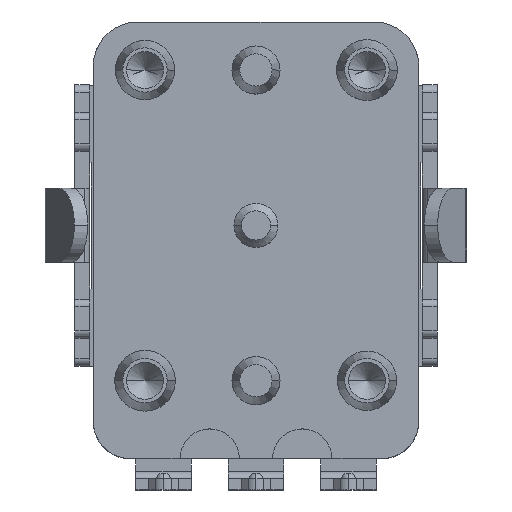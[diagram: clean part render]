
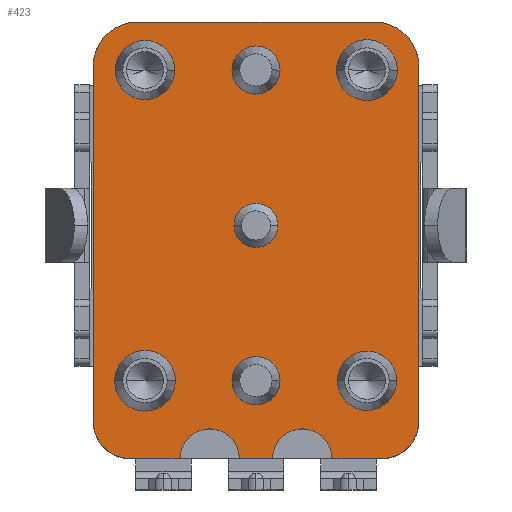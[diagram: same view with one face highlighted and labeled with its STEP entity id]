
A CAD part, top view. The second image highlights one B-rep face of the part: STEP entity #423.
In plain terms, the highlighted planar face has unit normal (0, 0, 1).
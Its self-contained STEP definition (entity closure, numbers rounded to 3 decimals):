
#423=ADVANCED_FACE('NONE',(#1093,#1094,#1095,#1096,#1097,#1098,#1099,#1100),#1101,.T.);
#1093=FACE_OUTER_BOUND('',#2026,.T.);
#1094=FACE_BOUND('',#2027,.T.);
#1095=FACE_BOUND('',#2028,.T.);
#1096=FACE_BOUND('',#2029,.T.);
#1097=FACE_BOUND('',#2030,.T.);
#1098=FACE_BOUND('',#2031,.T.);
#1099=FACE_BOUND('',#2032,.T.);
#1100=FACE_BOUND('',#2033,.T.);
#1101=PLANE('',#2034);
#2026=EDGE_LOOP('',(#3219,#3220,#3221,#3222,#3223,#3224,#3225,#3226,#3227,#3228,#3229,#3230));
#2027=EDGE_LOOP('',(#3231,#3232));
#2028=EDGE_LOOP('',(#3233,#3234));
#2029=EDGE_LOOP('',(#3235,#3236));
#2030=EDGE_LOOP('',(#3237,#3238));
#2031=EDGE_LOOP('',(#3239,#3240));
#2032=EDGE_LOOP('',(#3241,#3242));
#2033=EDGE_LOOP('',(#3243,#3244));
#2034=AXIS2_PLACEMENT_3D('',#3245,#3246,#3247);
#3219=ORIENTED_EDGE('',*,*,#5717,.F.);
#3220=ORIENTED_EDGE('',*,*,#5702,.T.);
#3221=ORIENTED_EDGE('',*,*,#5718,.T.);
#3222=ORIENTED_EDGE('',*,*,#5719,.T.);
#3223=ORIENTED_EDGE('',*,*,#5720,.T.);
#3224=ORIENTED_EDGE('',*,*,#5721,.T.);
#3225=ORIENTED_EDGE('',*,*,#5722,.T.);
#3226=ORIENTED_EDGE('',*,*,#5723,.T.);
#3227=ORIENTED_EDGE('',*,*,#5724,.T.);
#3228=ORIENTED_EDGE('',*,*,#5696,.T.);
#3229=ORIENTED_EDGE('',*,*,#5725,.F.);
#3230=ORIENTED_EDGE('',*,*,#5692,.T.);
#3231=ORIENTED_EDGE('',*,*,#5601,.F.);
#3232=ORIENTED_EDGE('',*,*,#5726,.F.);
#3233=ORIENTED_EDGE('',*,*,#5592,.F.);
#3234=ORIENTED_EDGE('',*,*,#5727,.F.);
#3235=ORIENTED_EDGE('',*,*,#5728,.F.);
#3236=ORIENTED_EDGE('',*,*,#5616,.F.);
#3237=ORIENTED_EDGE('',*,*,#5636,.F.);
#3238=ORIENTED_EDGE('',*,*,#5729,.F.);
#3239=ORIENTED_EDGE('',*,*,#5627,.F.);
#3240=ORIENTED_EDGE('',*,*,#5730,.F.);
#3241=ORIENTED_EDGE('',*,*,#5731,.F.);
#3242=ORIENTED_EDGE('',*,*,#5651,.F.);
#3243=ORIENTED_EDGE('',*,*,#5538,.T.);
#3244=ORIENTED_EDGE('',*,*,#5732,.T.);
#3245=CARTESIAN_POINT('',(-3.2,4.3,4.48));
#3246=DIRECTION('',(0.0,0.0,1.0));
#3247=DIRECTION('',(1.0,0.0,0.0));
#5538=EDGE_CURVE('NONE',#6631,#6629,#6632,.T.);
#5592=EDGE_CURVE('NONE',#6723,#6724,#6725,.T.);
#5601=EDGE_CURVE('NONE',#6738,#6739,#6740,.T.);
#5616=EDGE_CURVE('NONE',#6763,#6765,#6766,.T.);
#5627=EDGE_CURVE('NONE',#6782,#6783,#6784,.T.);
#5636=EDGE_CURVE('NONE',#6797,#6798,#6799,.T.);
#5651=EDGE_CURVE('NONE',#6822,#6824,#6825,.T.);
#5692=EDGE_CURVE('NONE',#6898,#6896,#6899,.T.);
#5696=EDGE_CURVE('NONE',#6906,#6904,#6907,.T.);
#5702=EDGE_CURVE('NONE',#6916,#6914,#6917,.T.);
#5717=EDGE_CURVE('NONE',#6916,#6896,#6944,.T.);
#5718=EDGE_CURVE('NONE',#6914,#6945,#6946,.T.);
#5719=EDGE_CURVE('NONE',#6945,#6947,#6948,.T.);
#5720=EDGE_CURVE('NONE',#6947,#6949,#6950,.T.);
#5721=EDGE_CURVE('NONE',#6949,#6951,#6952,.T.);
#5722=EDGE_CURVE('NONE',#6951,#6953,#6954,.T.);
#5723=EDGE_CURVE('NONE',#6953,#6955,#6956,.T.);
#5724=EDGE_CURVE('NONE',#6955,#6906,#6957,.T.);
#5725=EDGE_CURVE('NONE',#6898,#6904,#6958,.T.);
#5726=EDGE_CURVE('NONE',#6739,#6738,#6959,.T.);
#5727=EDGE_CURVE('NONE',#6724,#6723,#6960,.T.);
#5728=EDGE_CURVE('NONE',#6765,#6763,#6961,.T.);
#5729=EDGE_CURVE('NONE',#6798,#6797,#6962,.T.);
#5730=EDGE_CURVE('NONE',#6783,#6782,#6963,.T.);
#5731=EDGE_CURVE('NONE',#6824,#6822,#6964,.T.);
#5732=EDGE_CURVE('NONE',#6629,#6631,#6965,.T.);
#6629=VERTEX_POINT('NONE',#8161);
#6631=VERTEX_POINT('NONE',#8164);
#6632=CIRCLE('',#8165,0.595);
#6723=VERTEX_POINT('NONE',#8275);
#6724=VERTEX_POINT('NONE',#8276);
#6725=CIRCLE('',#8277,0.65);
#6738=VERTEX_POINT('NONE',#8294);
#6739=VERTEX_POINT('NONE',#8295);
#6740=CIRCLE('',#8296,0.8);
#6763=VERTEX_POINT('NONE',#8325);
#6765=VERTEX_POINT('NONE',#8328);
#6766=CIRCLE('',#8329,0.82);
#6782=VERTEX_POINT('NONE',#8350);
#6783=VERTEX_POINT('NONE',#8351);
#6784=CIRCLE('',#8352,0.65);
#6797=VERTEX_POINT('NONE',#8369);
#6798=VERTEX_POINT('NONE',#8370);
#6799=CIRCLE('',#8371,0.8);
#6822=VERTEX_POINT('NONE',#8400);
#6824=VERTEX_POINT('NONE',#8403);
#6825=CIRCLE('',#8404,0.82);
#6896=VERTEX_POINT('NONE',#8497);
#6898=VERTEX_POINT('NONE',#8500);
#6899=LINE('',#8501,#8502);
#6904=VERTEX_POINT('NONE',#8509);
#6906=VERTEX_POINT('NONE',#8512);
#6907=LINE('',#8513,#8514);
#6914=VERTEX_POINT('NONE',#8525);
#6916=VERTEX_POINT('NONE',#8528);
#6917=LINE('',#8529,#8530);
#6944=CIRCLE('',#8570,0.8);
#6945=VERTEX_POINT('NONE',#8571);
#6946=CIRCLE('',#8572,1.0);
#6947=VERTEX_POINT('NONE',#8573);
#6948=LINE('',#8574,#8575);
#6949=VERTEX_POINT('NONE',#8576);
#6950=CIRCLE('',#8577,1.2);
#6951=VERTEX_POINT('NONE',#8578);
#6952=LINE('',#8579,#8580);
#6953=VERTEX_POINT('NONE',#8581);
#6954=CIRCLE('',#8582,1.2);
#6955=VERTEX_POINT('NONE',#8583);
#6956=LINE('',#8584,#8585);
#6957=CIRCLE('',#8586,1.0);
#6958=CIRCLE('',#8587,0.8);
#6959=CIRCLE('',#8588,0.8);
#6960=CIRCLE('',#8589,0.65);
#6961=CIRCLE('',#8590,0.82);
#6962=CIRCLE('',#8591,0.8);
#6963=CIRCLE('',#8592,0.65);
#6964=CIRCLE('',#8593,0.82);
#6965=CIRCLE('',#8594,0.595);
#8161=CARTESIAN_POINT('',(-0.595,0.,4.48));
#8164=CARTESIAN_POINT('',(0.595,0.,4.48));
#8165=AXIS2_PLACEMENT_3D('',#10192,#10193,#10194);
#8275=CARTESIAN_POINT('',(-0.65,-4.2,4.48));
#8276=CARTESIAN_POINT('',(0.65,-4.2,4.48));
#8277=AXIS2_PLACEMENT_3D('',#10287,#10288,#10289);
#8294=CARTESIAN_POINT('',(2.2,-4.2,4.48));
#8295=CARTESIAN_POINT('',(3.8,-4.2,4.48));
#8296=AXIS2_PLACEMENT_3D('',#10300,#10301,#10302);
#8325=CARTESIAN_POINT('',(-3.82,-4.2,4.48));
#8328=CARTESIAN_POINT('',(-2.18,-4.2,4.48));
#8329=AXIS2_PLACEMENT_3D('',#10322,#10323,#10324);
#8350=CARTESIAN_POINT('',(0.65,4.2,4.48));
#8351=CARTESIAN_POINT('',(-0.65,4.2,4.48));
#8352=AXIS2_PLACEMENT_3D('',#10336,#10337,#10338);
#8369=CARTESIAN_POINT('',(-2.2,4.2,4.48));
#8370=CARTESIAN_POINT('',(-3.8,4.2,4.48));
#8371=AXIS2_PLACEMENT_3D('',#10349,#10350,#10351);
#8400=CARTESIAN_POINT('',(3.82,4.2,4.48));
#8403=CARTESIAN_POINT('',(2.18,4.2,4.48));
#8404=AXIS2_PLACEMENT_3D('',#10371,#10372,#10373);
#8497=CARTESIAN_POINT('',(0.45,-6.3,4.48));
#8500=CARTESIAN_POINT('',(-0.45,-6.3,4.48));
#8501=CARTESIAN_POINT('',(-3.4,-6.3,4.48));
#8502=VECTOR('',#10427,1000.0);
#8509=CARTESIAN_POINT('',(-2.05,-6.3,4.48));
#8512=CARTESIAN_POINT('',(-3.4,-6.3,4.48));
#8513=CARTESIAN_POINT('',(-3.4,-6.3,4.48));
#8514=VECTOR('',#10431,1000.0);
#8525=CARTESIAN_POINT('',(3.4,-6.3,4.48));
#8528=CARTESIAN_POINT('',(2.05,-6.3,4.48));
#8529=CARTESIAN_POINT('',(-3.4,-6.3,4.48));
#8530=VECTOR('',#10437,1000.0);
#8570=AXIS2_PLACEMENT_3D('',#10451,#10452,#10453);
#8571=CARTESIAN_POINT('',(4.4,-5.3,4.48));
#8572=AXIS2_PLACEMENT_3D('',#10454,#10455,#10456);
#8573=CARTESIAN_POINT('',(4.4,4.3,4.48));
#8574=CARTESIAN_POINT('',(4.4,4.3,4.48));
#8575=VECTOR('',#10457,1000.0);
#8576=CARTESIAN_POINT('',(3.2,5.5,4.48));
#8577=AXIS2_PLACEMENT_3D('',#10458,#10459,#10460);
#8578=CARTESIAN_POINT('',(-3.2,5.5,4.48));
#8579=CARTESIAN_POINT('',(-3.2,5.5,4.48));
#8580=VECTOR('',#10461,1000.0);
#8581=CARTESIAN_POINT('',(-4.4,4.3,4.48));
#8582=AXIS2_PLACEMENT_3D('',#10462,#10463,#10464);
#8583=CARTESIAN_POINT('',(-4.4,-5.3,4.48));
#8584=CARTESIAN_POINT('',(-4.4,4.3,4.48));
#8585=VECTOR('',#10465,1000.0);
#8586=AXIS2_PLACEMENT_3D('',#10466,#10467,#10468);
#8587=AXIS2_PLACEMENT_3D('',#10469,#10470,#10471);
#8588=AXIS2_PLACEMENT_3D('',#10472,#10473,#10474);
#8589=AXIS2_PLACEMENT_3D('',#10475,#10476,#10477);
#8590=AXIS2_PLACEMENT_3D('',#10478,#10479,#10480);
#8591=AXIS2_PLACEMENT_3D('',#10481,#10482,#10483);
#8592=AXIS2_PLACEMENT_3D('',#10484,#10485,#10486);
#8593=AXIS2_PLACEMENT_3D('',#10487,#10488,#10489);
#8594=AXIS2_PLACEMENT_3D('',#10490,#10491,#10492);
#10192=CARTESIAN_POINT('',(0.,0.,4.48));
#10193=DIRECTION('',(0.0,0.,-1.0));
#10194=DIRECTION('',(1.0,0.0,0.0));
#10287=CARTESIAN_POINT('',(0.,-4.2,4.48));
#10288=DIRECTION('',(0.0,0.0,1.0));
#10289=DIRECTION('',(-1.0,0.,0.0));
#10300=CARTESIAN_POINT('',(3.,-4.2,4.48));
#10301=DIRECTION('',(0.,0.,1.0));
#10302=DIRECTION('',(-1.0,0.,0.0));
#10322=CARTESIAN_POINT('',(-3.,-4.2,4.48));
#10323=DIRECTION('',(0.0,0.0,1.0));
#10324=DIRECTION('',(1.0,0.0,0.0));
#10336=CARTESIAN_POINT('',(0.0,4.2,4.48));
#10337=DIRECTION('',(0.0,-0.0,1.0));
#10338=DIRECTION('',(1.0,0.0,0.0));
#10349=CARTESIAN_POINT('',(-3.0,4.2,4.48));
#10350=DIRECTION('',(0.0,-0.0,1.0));
#10351=DIRECTION('',(1.0,0.0,0.0));
#10371=CARTESIAN_POINT('',(3.0,4.2,4.48));
#10372=DIRECTION('',(0.0,0.0,1.0));
#10373=DIRECTION('',(1.0,0.0,0.0));
#10427=DIRECTION('',(1.0,0.,0.0));
#10431=DIRECTION('',(1.0,0.,0.0));
#10437=DIRECTION('',(1.0,0.,0.0));
#10451=CARTESIAN_POINT('',(1.25,-6.3,4.48));
#10452=DIRECTION('',(0.0,0.0,1.0));
#10453=DIRECTION('',(-1.0,0.0,0.0));
#10454=CARTESIAN_POINT('',(3.4,-5.3,4.48));
#10455=DIRECTION('',(0.0,0.0,1.0));
#10456=DIRECTION('',(1.0,0.0,0.0));
#10457=DIRECTION('',(0.,1.0,-0.0));
#10458=CARTESIAN_POINT('',(3.2,4.3,4.48));
#10459=DIRECTION('',(0.0,0.0,1.0));
#10460=DIRECTION('',(-1.0,0.0,0.0));
#10461=DIRECTION('',(-1.0,0.,-0.0));
#10462=CARTESIAN_POINT('',(-3.2,4.3,4.48));
#10463=DIRECTION('',(0.0,0.0,1.0));
#10464=DIRECTION('',(1.0,0.0,0.0));
#10465=DIRECTION('',(0.0,-1.0,0.0));
#10466=CARTESIAN_POINT('',(-3.4,-5.3,4.48));
#10467=DIRECTION('',(0.0,0.0,1.0));
#10468=DIRECTION('',(1.0,0.0,0.0));
#10469=CARTESIAN_POINT('',(-1.25,-6.3,4.48));
#10470=DIRECTION('',(0.0,0.0,1.0));
#10471=DIRECTION('',(-1.0,0.0,0.0));
#10472=CARTESIAN_POINT('',(3.,-4.2,4.48));
#10473=DIRECTION('',(0.,0.,1.0));
#10474=DIRECTION('',(-1.0,0.,0.0));
#10475=CARTESIAN_POINT('',(0.,-4.2,4.48));
#10476=DIRECTION('',(0.0,0.0,1.0));
#10477=DIRECTION('',(-1.0,0.,0.0));
#10478=CARTESIAN_POINT('',(-3.,-4.2,4.48));
#10479=DIRECTION('',(0.0,0.0,1.0));
#10480=DIRECTION('',(1.0,0.0,0.0));
#10481=CARTESIAN_POINT('',(-3.0,4.2,4.48));
#10482=DIRECTION('',(0.0,-0.0,1.0));
#10483=DIRECTION('',(1.0,0.0,0.0));
#10484=CARTESIAN_POINT('',(0.0,4.2,4.48));
#10485=DIRECTION('',(0.0,-0.0,1.0));
#10486=DIRECTION('',(1.0,0.0,0.0));
#10487=CARTESIAN_POINT('',(3.0,4.2,4.48));
#10488=DIRECTION('',(0.0,0.0,1.0));
#10489=DIRECTION('',(1.0,0.0,0.0));
#10490=CARTESIAN_POINT('',(0.,0.,4.48));
#10491=DIRECTION('',(0.0,0.,-1.0));
#10492=DIRECTION('',(1.0,0.0,0.0));
